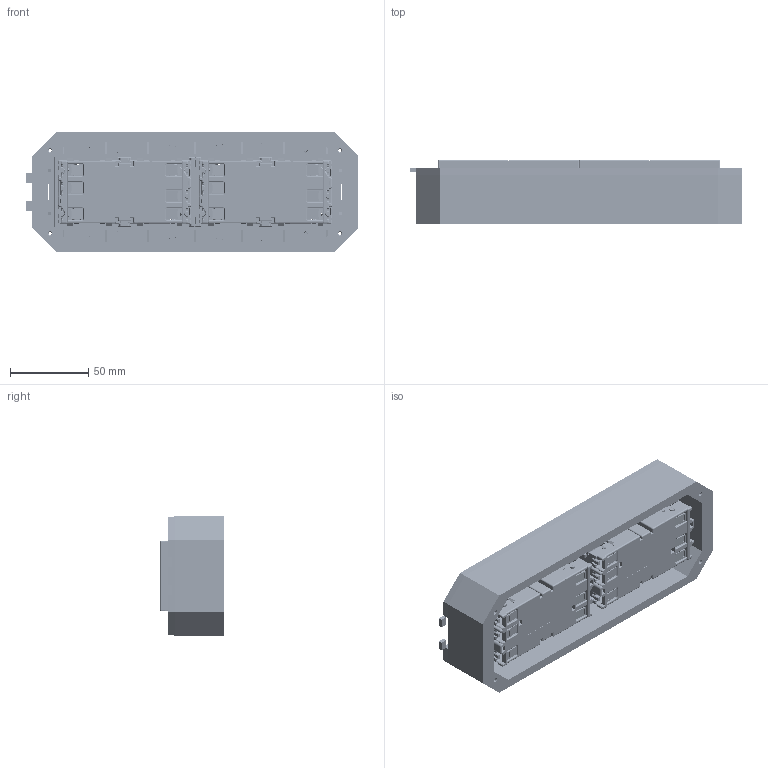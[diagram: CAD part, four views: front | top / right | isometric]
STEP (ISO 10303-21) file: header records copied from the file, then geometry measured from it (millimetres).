
FILE_DESCRIPTION (( 'STEP AP214' ), '1' );
FILE_NAME ('7404672_KSTP1.stp', '2025-10-01T12:20:53', ( '' ), ( '' ), 'SwSTEP 2.0', 'SolidWorks 2024', '' );
FILE_SCHEMA (( 'AUTOMOTIVE_DESIGN' ));
Length unit declared in the file: millimetre
Products named in the file (6): 072941_Standard; 072099_Standard; 071656_Standard; 073041_Standard; 7404672_KSTP1; 072095_Standard
Assembly tree (6 placements, depth 3):
  7404672_KSTP1
    072941_Standard
    073041_Standard  x2
      072099_Standard
      072095_Standard
    071656_Standard
Bounding box: 211.9 x 40.55 x 76 mm (x, y, z)
Volume: 164208.2 mm3; surface area: 212923.5 mm2
Topology: 8 solids, 8 shells, 8243 faces, 23122 edges, 14604 vertices
Faces by surface type: plane 4753, cylinder 2652, bspline 680, cone 94, torus 64
Entity records: 164139 total; most frequent: CARTESIAN_POINT 51161, ORIENTED_EDGE 25502, DIRECTION 20831, EDGE_CURVE 12751, LINE 8965, VECTOR 8965, VERTEX_POINT 8148, AXIS2_PLACEMENT_3D 5933
